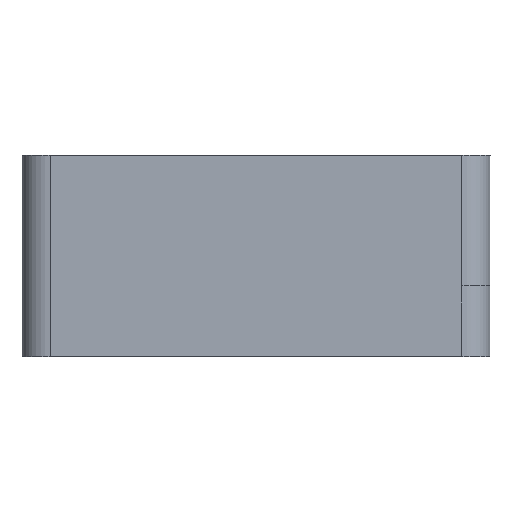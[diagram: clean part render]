
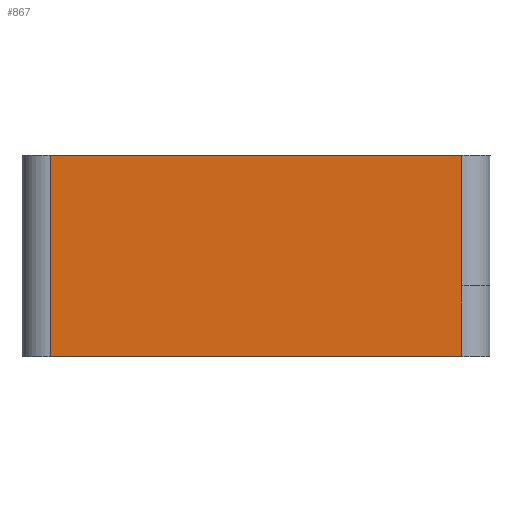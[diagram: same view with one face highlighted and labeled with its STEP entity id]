
A CAD part, front view. The second image highlights one B-rep face of the part: STEP entity #867.
In plain terms, the highlighted planar face has unit normal (0, -1, 0).
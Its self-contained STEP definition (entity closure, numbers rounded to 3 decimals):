
#36=PLANE('',#985);
#103=FACE_OUTER_BOUND('',#152,.T.);
#152=EDGE_LOOP('',(#767,#768,#769,#770,#771));
#175=LINE('',#1360,#242);
#192=LINE('',#1428,#259);
#221=LINE('',#1509,#288);
#222=LINE('',#1510,#289);
#223=LINE('',#1511,#290);
#242=VECTOR('',#1095,10.);
#259=VECTOR('',#1158,10.);
#288=VECTOR('',#1247,10.);
#289=VECTOR('',#1248,10.);
#290=VECTOR('',#1249,10.);
#383=VERTEX_POINT('',#1358);
#384=VERTEX_POINT('',#1359);
#411=VERTEX_POINT('',#1424);
#433=VERTEX_POINT('',#1507);
#434=VERTEX_POINT('',#1508);
#480=EDGE_CURVE('',#383,#384,#175,.T.);
#512=EDGE_CURVE('',#411,#384,#192,.T.);
#553=EDGE_CURVE('',#433,#434,#221,.T.);
#554=EDGE_CURVE('',#434,#411,#222,.T.);
#555=EDGE_CURVE('',#433,#383,#223,.T.);
#767=ORIENTED_EDGE('',*,*,#553,.T.);
#768=ORIENTED_EDGE('',*,*,#554,.T.);
#769=ORIENTED_EDGE('',*,*,#512,.T.);
#770=ORIENTED_EDGE('',*,*,#480,.F.);
#771=ORIENTED_EDGE('',*,*,#555,.F.);
#867=ADVANCED_FACE('',(#103),#36,.T.);
#985=AXIS2_PLACEMENT_3D('',#1506,#1245,#1246);
#1095=DIRECTION('',(1.,0.,0.));
#1158=DIRECTION('',(0.,0.,1.));
#1245=DIRECTION('center_axis',(0.,-1.,0.));
#1246=DIRECTION('ref_axis',(1.,0.,0.));
#1247=DIRECTION('',(1.,0.,0.));
#1248=DIRECTION('',(0.,0.,1.));
#1249=DIRECTION('',(0.,0.,1.));
#1358=CARTESIAN_POINT('',(2.,0.,14.2));
#1359=CARTESIAN_POINT('',(31.,0.,14.2));
#1360=CARTESIAN_POINT('',(2.,0.,14.2));
#1424=CARTESIAN_POINT('',(31.,0.,5.));
#1428=CARTESIAN_POINT('',(31.,0.,5.));
#1506=CARTESIAN_POINT('Origin',(2.,0.,0.));
#1507=CARTESIAN_POINT('',(2.,0.,0.));
#1508=CARTESIAN_POINT('',(31.,0.,0.));
#1509=CARTESIAN_POINT('',(2.,0.,0.));
#1510=CARTESIAN_POINT('',(31.,0.,0.));
#1511=CARTESIAN_POINT('',(2.,0.,0.));
